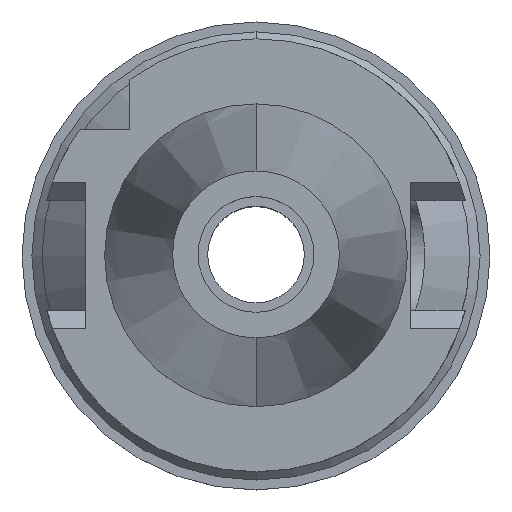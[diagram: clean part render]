
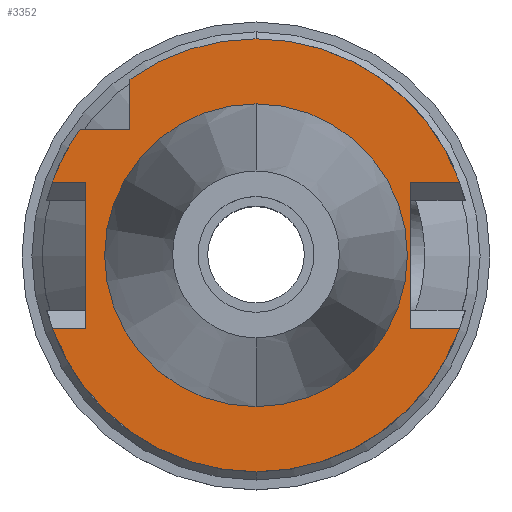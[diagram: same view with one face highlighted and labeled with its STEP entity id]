
A CAD part, top view. The second image highlights one B-rep face of the part: STEP entity #3352.
In plain terms, the highlighted planar face has unit normal (0, 0, 1).
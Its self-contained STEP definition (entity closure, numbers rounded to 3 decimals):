
#108=CARTESIAN_POINT('',(0.,0.,-1.));
#109=DIRECTION('',(0.,0.,-1.));
#110=DIRECTION('',(-0.582,0.813,0.));
#111=AXIS2_PLACEMENT_3D('',#108,#109,#110);
#116=CARTESIAN_POINT('',(0.,0.,-1.));
#117=DIRECTION('',(0.,0.,-1.));
#118=DIRECTION('',(0.,1.,0.));
#119=AXIS2_PLACEMENT_3D('',#116,#117,#118);
#124=DIRECTION('',(0.,-1.,0.));
#125=VECTOR('',#124,21.5);
#126=CARTESIAN_POINT('',(22.7,10.75,-1.));
#127=LINE('',#126,#125);
#131=DIRECTION('',(1.,0.,0.));
#132=VECTOR('',#131,7.201);
#133=CARTESIAN_POINT('',(22.7,-10.75,-1.));
#134=LINE('',#133,#132);
#138=CARTESIAN_POINT('',(0.,0.,-1.));
#139=DIRECTION('',(0.,0.,-1.));
#140=DIRECTION('',(0.941,-0.338,0.));
#141=AXIS2_PLACEMENT_3D('',#138,#139,#140);
#146=CARTESIAN_POINT('',(0.,0.,-1.));
#147=DIRECTION('',(0.,0.,-1.));
#148=DIRECTION('',(0.,-1.,0.));
#149=AXIS2_PLACEMENT_3D('',#146,#147,#148);
#154=DIRECTION('',(-1.,0.,0.));
#155=VECTOR('',#154,4.901);
#156=CARTESIAN_POINT('',(-25.,10.75,-1.));
#157=LINE('',#156,#155);
#161=CARTESIAN_POINT('',(0.,0.,-1.));
#162=DIRECTION('',(0.,0.,-1.));
#163=DIRECTION('',(-0.941,0.338,0.));
#164=AXIS2_PLACEMENT_3D('',#161,#162,#163);
#169=CARTESIAN_POINT('',(0.,0.,-1.));
#170=DIRECTION('',(0.,0.,1.));
#171=DIRECTION('',(0.,-1.,0.));
#172=AXIS2_PLACEMENT_3D('',#169,#170,#171);
#177=CARTESIAN_POINT('',(0.,0.,-1.));
#178=DIRECTION('',(0.,0.,1.));
#179=DIRECTION('',(0.,1.,0.));
#180=AXIS2_PLACEMENT_3D('',#177,#178,#179);
#202=DIRECTION('',(0.,-1.,0.));
#203=VECTOR('',#202,7.334);
#204=CARTESIAN_POINT('',(-18.5,25.834,-1.));
#205=LINE('',#204,#203);
#315=DIRECTION('',(-1.,0.,0.));
#316=VECTOR('',#315,7.334);
#317=CARTESIAN_POINT('',(-18.5,18.5,-1.));
#318=LINE('',#317,#316);
#368=DIRECTION('',(0.,-1.,0.));
#369=VECTOR('',#368,21.5);
#370=CARTESIAN_POINT('',(-25.,10.75,-1.));
#371=LINE('',#370,#369);
#545=DIRECTION('',(-1.,0.,0.));
#546=VECTOR('',#545,4.901);
#547=CARTESIAN_POINT('',(-25.,-10.75,-1.));
#548=LINE('',#547,#546);
#618=DIRECTION('',(1.,0.,0.));
#619=VECTOR('',#618,7.201);
#620=CARTESIAN_POINT('',(22.7,10.75,-1.));
#621=LINE('',#620,#619);
#2809=CARTESIAN_POINT('',(0.,22.225,-1.));
#2810=VERTEX_POINT('',#2809);
#2811=CARTESIAN_POINT('',(0.,-22.225,-1.));
#2812=VERTEX_POINT('',#2811);
#2813=CARTESIAN_POINT('',(-18.5,25.834,-1.));
#2814=CARTESIAN_POINT('',(-18.5,18.5,-1.));
#2815=VERTEX_POINT('',#2813);
#2816=VERTEX_POINT('',#2814);
#2817=CARTESIAN_POINT('',(0.,31.775,-1.));
#2818=CARTESIAN_POINT('',(29.901,10.75,-1.));
#2819=VERTEX_POINT('',#2817);
#2820=VERTEX_POINT('',#2818);
#2821=CARTESIAN_POINT('',(22.7,10.75,-1.));
#2822=VERTEX_POINT('',#2821);
#2823=CARTESIAN_POINT('',(22.7,-10.75,-1.));
#2824=VERTEX_POINT('',#2823);
#2825=CARTESIAN_POINT('',(29.901,-10.75,-1.));
#2826=VERTEX_POINT('',#2825);
#2827=CARTESIAN_POINT('',(0.,-31.775,-1.));
#2828=CARTESIAN_POINT('',(-29.901,-10.75,-1.));
#2829=VERTEX_POINT('',#2827);
#2830=VERTEX_POINT('',#2828);
#2831=CARTESIAN_POINT('',(-25.,-10.75,-1.));
#2832=VERTEX_POINT('',#2831);
#2833=CARTESIAN_POINT('',(-25.,10.75,-1.));
#2834=VERTEX_POINT('',#2833);
#2835=CARTESIAN_POINT('',(-29.901,10.75,-1.));
#2836=VERTEX_POINT('',#2835);
#2837=CARTESIAN_POINT('',(-25.834,18.5,-1.));
#2838=VERTEX_POINT('',#2837);
#3315=CARTESIAN_POINT('',(0.,0.,-1.));
#3316=DIRECTION('',(0.,0.,1.));
#3317=DIRECTION('',(0.,1.,0.));
#3318=AXIS2_PLACEMENT_3D('',#3315,#3316,#3317);
#3319=PLANE('',#3318);
#3321=ORIENTED_EDGE('',*,*,#3320,.F.);
#3323=ORIENTED_EDGE('',*,*,#3322,.T.);
#3325=ORIENTED_EDGE('',*,*,#3324,.T.);
#3327=ORIENTED_EDGE('',*,*,#3326,.F.);
#3329=ORIENTED_EDGE('',*,*,#3328,.T.);
#3331=ORIENTED_EDGE('',*,*,#3330,.T.);
#3333=ORIENTED_EDGE('',*,*,#3332,.T.);
#3335=ORIENTED_EDGE('',*,*,#3334,.T.);
#3337=ORIENTED_EDGE('',*,*,#3336,.F.);
#3339=ORIENTED_EDGE('',*,*,#3338,.F.);
#3341=ORIENTED_EDGE('',*,*,#3340,.T.);
#3343=ORIENTED_EDGE('',*,*,#3342,.T.);
#3345=ORIENTED_EDGE('',*,*,#3344,.F.);
#3346=EDGE_LOOP('',(#3321,#3323,#3325,#3327,#3329,#3331,#3333,#3335,#3337,#3339,
#3341,#3343,#3345));
#3347=FACE_OUTER_BOUND('',#3346,.F.);
#3348=ORIENTED_EDGE('',*,*,#3294,.T.);
#3349=ORIENTED_EDGE('',*,*,#3310,.T.);
#3350=EDGE_LOOP('',(#3348,#3349));
#3351=FACE_BOUND('',#3350,.F.);
#112=CIRCLE('',#111,31.775);
#120=CIRCLE('',#119,31.775);
#142=CIRCLE('',#141,31.775);
#150=CIRCLE('',#149,31.775);
#165=CIRCLE('',#164,31.775);
#173=CIRCLE('',#172,22.225);
#181=CIRCLE('',#180,22.225);
#3294=EDGE_CURVE('',#2812,#2810,#173,.T.);
#3310=EDGE_CURVE('',#2810,#2812,#181,.T.);
#3320=EDGE_CURVE('',#2815,#2816,#205,.T.);
#3322=EDGE_CURVE('',#2815,#2819,#112,.T.);
#3324=EDGE_CURVE('',#2819,#2820,#120,.T.);
#3326=EDGE_CURVE('',#2822,#2820,#621,.T.);
#3328=EDGE_CURVE('',#2822,#2824,#127,.T.);
#3330=EDGE_CURVE('',#2824,#2826,#134,.T.);
#3332=EDGE_CURVE('',#2826,#2829,#142,.T.);
#3334=EDGE_CURVE('',#2829,#2830,#150,.T.);
#3336=EDGE_CURVE('',#2832,#2830,#548,.T.);
#3338=EDGE_CURVE('',#2834,#2832,#371,.T.);
#3340=EDGE_CURVE('',#2834,#2836,#157,.T.);
#3342=EDGE_CURVE('',#2836,#2838,#165,.T.);
#3344=EDGE_CURVE('',#2816,#2838,#318,.T.);
#3352=ADVANCED_FACE('',(#3347,#3351),#3319,.T.);
